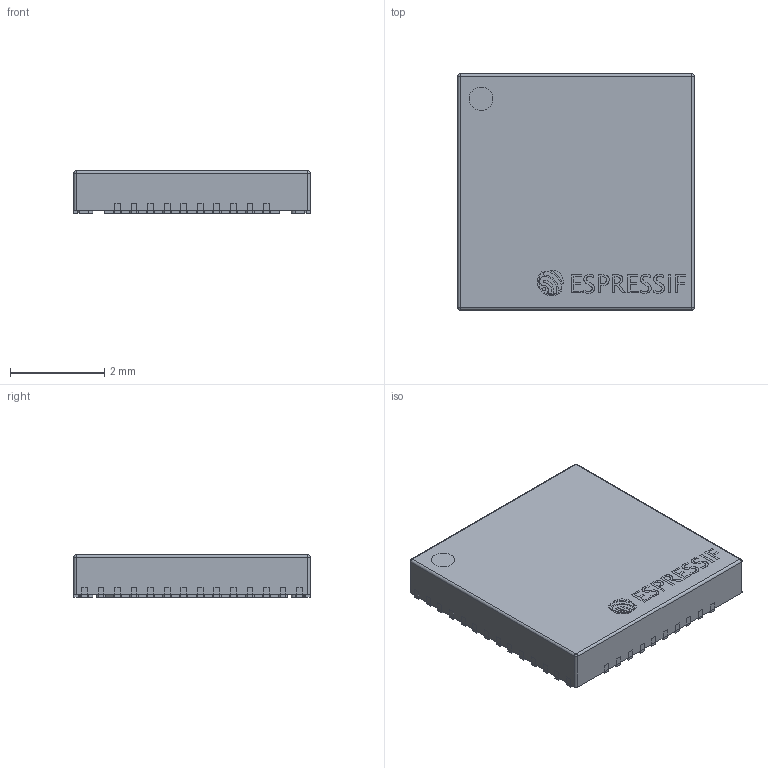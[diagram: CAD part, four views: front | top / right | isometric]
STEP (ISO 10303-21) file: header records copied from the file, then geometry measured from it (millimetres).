
FILE_DESCRIPTION(/* description */ (''),/* implementation_level */ '2;1');
FILE_NAME(/* name */ 'QFN48.stp',/* time_stamp */ '2021-05-05T14:57:22+02:00',/* author */ ('pc'),/* organization */ (''),/* preprocessor_version */ 'ST-DEVELOPER v17',/* originating_system */ 'Autodesk Inventor 2019',/* authorisation */ '');
FILE_SCHEMA (('AUTOMOTIVE_DESIGN { 1 0 10303 214 3 1 1 }'));
Products named in the file (5): MAX17047G+T10; 1; 2; circle; Espressif Systems
Assembly tree (4 placements, depth 2):
  MAX17047G+T10
    1
    2
    circle
    Espressif Systems
Bounding box: 5.01 x 5.01 x 0.9 mm (x, y, z)
Surface area: 116.3 mm2
Topology: 65 solids, 65 shells, 679 faces, 1643 edges, 1102 vertices
Faces by surface type: plane 546, cylinder 76, bspline 53, sphere 4
Full cylindrical faces by diameter (mm): 0.072 x1, 0.5 x1
Entity records: 19934 total; most frequent: CARTESIAN_POINT 4074, ORIENTED_EDGE 3270, DIRECTION 2951, EDGE_CURVE 1635, LINE 1377, VECTOR 1377, VERTEX_POINT 1086, AXIS2_PLACEMENT_3D 787
